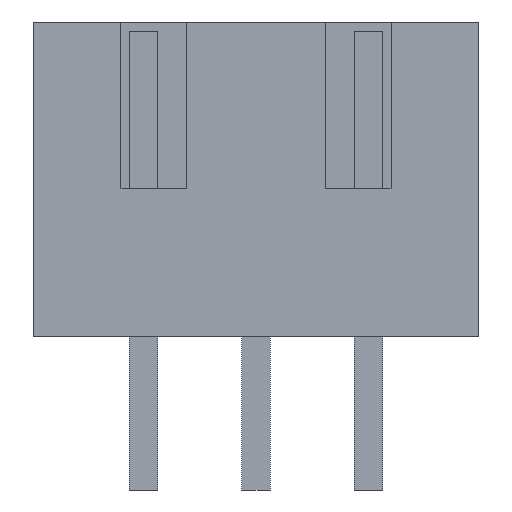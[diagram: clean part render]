
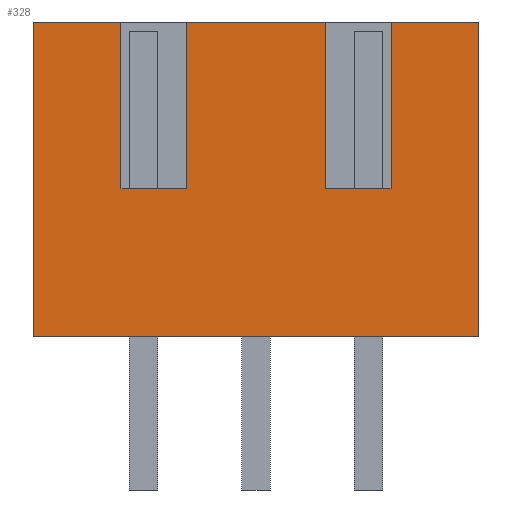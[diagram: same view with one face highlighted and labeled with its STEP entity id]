
A CAD part, front view. The second image highlights one B-rep face of the part: STEP entity #328.
In plain terms, the highlighted planar face has unit normal (0, -1, 0).
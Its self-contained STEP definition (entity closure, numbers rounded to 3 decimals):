
#70=CARTESIAN_POINT('',(-4.95,-2.375,0.));
#71=VERTEX_POINT('',#70);
#88=CARTESIAN_POINT('',(4.95,-2.375,0.));
#89=VERTEX_POINT('',#88);
#96=CARTESIAN_POINT('',(4.95,-2.375,0.));
#97=DIRECTION('',(-1.0,0.0,0.0));
#98=VECTOR('',#97,9.9);
#99=LINE('',#96,#98);
#100=EDGE_CURVE('',#89,#71,#99,.T.);
#141=CARTESIAN_POINT('',(-4.95,-2.375,7.0));
#142=VERTEX_POINT('',#141);
#143=CARTESIAN_POINT('',(-4.95,-2.375,7.0));
#144=DIRECTION('',(0.0,0.0,-1.0));
#145=VECTOR('',#144,7.0);
#146=LINE('',#143,#145);
#147=EDGE_CURVE('',#142,#71,#146,.T.);
#197=CARTESIAN_POINT('',(4.95,-2.375,7.0));
#198=VERTEX_POINT('',#197);
#199=CARTESIAN_POINT('',(4.95,-2.375,7.0));
#200=DIRECTION('',(0.0,0.0,-1.0));
#201=VECTOR('',#200,7.0);
#202=LINE('',#199,#201);
#203=EDGE_CURVE('',#198,#89,#202,.T.);
#248=CARTESIAN_POINT('',(5.445,-2.375,-0.35));
#249=DIRECTION('',(0.0,1.0,0.0));
#250=DIRECTION('',(-1.0,0.0,0.0));
#251=AXIS2_PLACEMENT_3D('',#248,#249,#250);
#252=PLANE('',#251);
#253=CARTESIAN_POINT('',(3.,-2.375,7.));
#254=VERTEX_POINT('',#253);
#255=CARTESIAN_POINT('',(4.95,-2.375,7.0));
#256=DIRECTION('',(-1.0,0.0,0.0));
#257=VECTOR('',#256,1.95);
#258=LINE('',#255,#257);
#259=EDGE_CURVE('',#198,#254,#258,.T.);
#260=ORIENTED_EDGE('',*,*,#259,.T.);
#261=CARTESIAN_POINT('',(3.,-2.375,3.3));
#262=VERTEX_POINT('',#261);
#263=CARTESIAN_POINT('',(3.,-2.375,3.3));
#264=DIRECTION('',(0.0,0.0,1.0));
#265=VECTOR('',#264,3.7);
#266=LINE('',#263,#265);
#267=EDGE_CURVE('',#262,#254,#266,.T.);
#268=ORIENTED_EDGE('',*,*,#267,.F.);
#269=CARTESIAN_POINT('',(1.55,-2.375,3.3));
#270=VERTEX_POINT('',#269);
#271=CARTESIAN_POINT('',(1.55,-2.375,3.3));
#272=DIRECTION('',(1.0,0.0,0.0));
#273=VECTOR('',#272,1.45);
#274=LINE('',#271,#273);
#275=EDGE_CURVE('',#270,#262,#274,.T.);
#276=ORIENTED_EDGE('',*,*,#275,.F.);
#277=CARTESIAN_POINT('',(1.55,-2.375,7.0));
#278=VERTEX_POINT('',#277);
#279=CARTESIAN_POINT('',(1.55,-2.375,7.0));
#280=DIRECTION('',(0.0,0.0,-1.0));
#281=VECTOR('',#280,3.7);
#282=LINE('',#279,#281);
#283=EDGE_CURVE('',#278,#270,#282,.T.);
#284=ORIENTED_EDGE('',*,*,#283,.F.);
#285=CARTESIAN_POINT('',(-1.55,-2.375,7.0));
#286=VERTEX_POINT('',#285);
#287=CARTESIAN_POINT('',(1.55,-2.375,7.0));
#288=DIRECTION('',(-1.0,0.0,0.0));
#289=VECTOR('',#288,3.1);
#290=LINE('',#287,#289);
#291=EDGE_CURVE('',#278,#286,#290,.T.);
#292=ORIENTED_EDGE('',*,*,#291,.T.);
#293=CARTESIAN_POINT('',(-1.55,-2.375,3.3));
#294=VERTEX_POINT('',#293);
#295=CARTESIAN_POINT('',(-1.55,-2.375,3.3));
#296=DIRECTION('',(0.0,0.0,1.0));
#297=VECTOR('',#296,3.7);
#298=LINE('',#295,#297);
#299=EDGE_CURVE('',#294,#286,#298,.T.);
#300=ORIENTED_EDGE('',*,*,#299,.F.);
#301=CARTESIAN_POINT('',(-3.,-2.375,3.3));
#302=VERTEX_POINT('',#301);
#303=CARTESIAN_POINT('',(-3.,-2.375,3.3));
#304=DIRECTION('',(1.0,0.0,0.0));
#305=VECTOR('',#304,1.45);
#306=LINE('',#303,#305);
#307=EDGE_CURVE('',#302,#294,#306,.T.);
#308=ORIENTED_EDGE('',*,*,#307,.F.);
#309=CARTESIAN_POINT('',(-3.,-2.375,7.0));
#310=VERTEX_POINT('',#309);
#311=CARTESIAN_POINT('',(-3.,-2.375,7.0));
#312=DIRECTION('',(0.0,0.0,-1.0));
#313=VECTOR('',#312,3.7);
#314=LINE('',#311,#313);
#315=EDGE_CURVE('',#310,#302,#314,.T.);
#316=ORIENTED_EDGE('',*,*,#315,.F.);
#317=CARTESIAN_POINT('',(-3.,-2.375,7.0));
#318=DIRECTION('',(-1.0,0.0,0.0));
#319=VECTOR('',#318,1.95);
#320=LINE('',#317,#319);
#321=EDGE_CURVE('',#310,#142,#320,.T.);
#322=ORIENTED_EDGE('',*,*,#321,.T.);
#323=ORIENTED_EDGE('',*,*,#147,.T.);
#324=ORIENTED_EDGE('',*,*,#100,.F.);
#325=ORIENTED_EDGE('',*,*,#203,.F.);
#326=EDGE_LOOP('',(#260,#268,#276,#284,#292,#300,#308,#316,#322,#323,#324,#325));
#327=FACE_OUTER_BOUND('',#326,.T.);
#328=ADVANCED_FACE('',(#327),#252,.F.);
